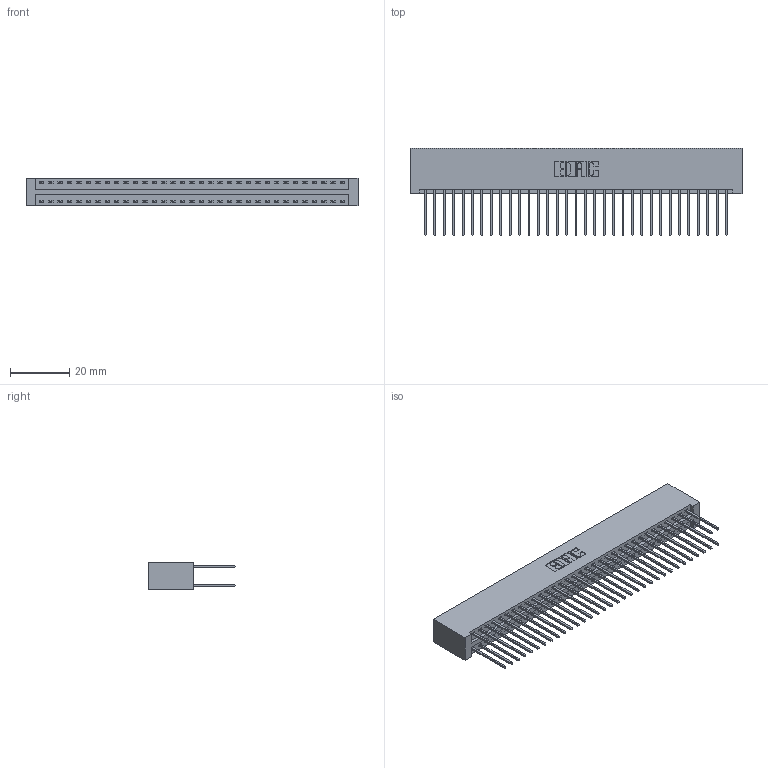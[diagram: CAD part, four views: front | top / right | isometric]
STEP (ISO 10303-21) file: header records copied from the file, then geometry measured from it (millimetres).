
FILE_DESCRIPTION (( 'STEP AP203' ), '1' );
FILE_NAME ('396-066-540-201.STEP', '2018-09-08T19:11:53', ( '' ), ( '' ), 'SwSTEP 2.0', 'SolidWorks 2016', '' );
FILE_SCHEMA (( 'CONFIG_CONTROL_DESIGN' ));
Length unit declared in the file: inch
Products named in the file (3): 346 Part_No Mounting Lugs; 345-292-001_345-293-140; 396-066-540-201
Assembly tree (67 placements, depth 2):
  396-066-540-201
    346 Part_No Mounting Lugs
    345-292-001_345-293-140  x66
Bounding box: 112.01 x 29.46 x 9.4 mm (x, y, z)
Volume: 844.1 mm3; surface area: 17244.7 mm2
Topology: 66 solids, 67 shells, 3545 faces, 10535 edges, 6934 vertices
Faces by surface type: plane 2381, cylinder 1164
Entity records: 22487 total; most frequent: CARTESIAN_POINT 3716, ORIENTED_EDGE 3650, DIRECTION 3321, EDGE_CURVE 1825, VECTOR 1569, LINE 1569, VERTEX_POINT 1214, AXIS2_PLACEMENT_3D 876
